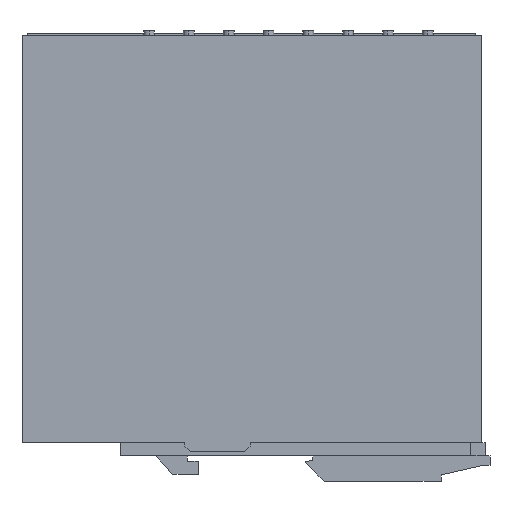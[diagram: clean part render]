
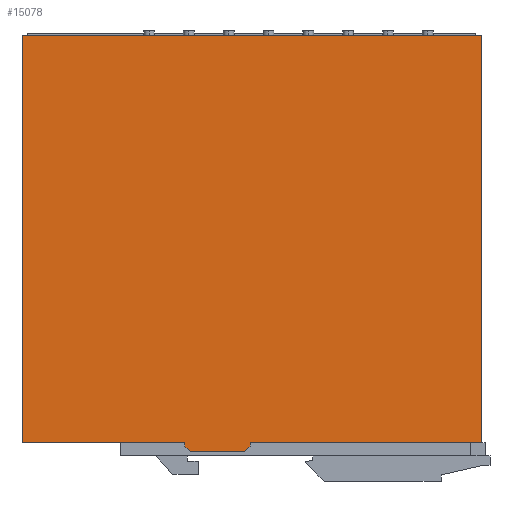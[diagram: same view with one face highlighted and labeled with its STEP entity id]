
A CAD part, left-side view. The second image highlights one B-rep face of the part: STEP entity #15078.
In plain terms, the highlighted planar face has unit normal (-1, 0, 0).
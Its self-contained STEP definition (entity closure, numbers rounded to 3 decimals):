
#158 = VERTEX_POINT ( 'NONE', #12540 ) ;
#302 = CARTESIAN_POINT ( 'NONE',  ( -21., -63.5, 0. ) ) ;
#441 = LINE ( 'NONE', #11975, #1124 ) ;
#608 = CARTESIAN_POINT ( 'NONE',  ( -21., 0., 0. ) ) ;
#868 = LINE ( 'NONE', #13736, #10150 ) ;
#908 = CARTESIAN_POINT ( 'NONE',  ( -21., 17., -115. ) ) ;
#1091 = EDGE_CURVE ( 'NONE', #13530, #8447, #9745, .T. ) ;
#1124 = VECTOR ( 'NONE', #17460, 1000. ) ;
#1845 = DIRECTION ( 'NONE',  ( 1., 0., 0. ) ) ;
#2261 = VECTOR ( 'NONE', #5871, 1000. ) ;
#2610 = VERTEX_POINT ( 'NONE', #4286 ) ;
#2648 = DIRECTION ( 'NONE',  ( 0., 0., -1. ) ) ;
#2959 = VERTEX_POINT ( 'NONE', #17414 ) ;
#3362 = ORIENTED_EDGE ( 'NONE', *, *, #9497, .T. ) ;
#3779 = CARTESIAN_POINT ( 'NONE',  ( -21., 2., -115. ) ) ;
#4269 = ORIENTED_EDGE ( 'NONE', *, *, #5043, .F. ) ;
#4270 = ORIENTED_EDGE ( 'NONE', *, *, #4988, .F. ) ;
#4272 = DIRECTION ( 'NONE',  ( 0., 0., 1. ) ) ;
#4286 = CARTESIAN_POINT ( 'NONE',  ( -21., 18.5, -112.5 ) ) ;
#4302 = VERTEX_POINT ( 'NONE', #16194 ) ;
#4314 = ORIENTED_EDGE ( 'NONE', *, *, #7108, .T. ) ;
#4383 = CARTESIAN_POINT ( 'NONE',  ( -21., 18.5, -115. ) ) ;
#4789 = ORIENTED_EDGE ( 'NONE', *, *, #8202, .T. ) ;
#4988 = EDGE_CURVE ( 'NONE', #2610, #8447, #441, .T. ) ;
#5043 = EDGE_CURVE ( 'NONE', #2959, #2610, #14723, .T. ) ;
#5871 = DIRECTION ( 'NONE',  ( 0., 1., 0. ) ) ;
#5973 = VECTOR ( 'NONE', #17650, 1000. ) ;
#6093 = VECTOR ( 'NONE', #12443, 1000. ) ;
#6253 = DIRECTION ( 'NONE',  ( 0., -0.707, 0.707 ) ) ;
#6405 = VECTOR ( 'NONE', #2648, 1000. ) ;
#6684 = DIRECTION ( 'NONE',  ( 0., -0.707, -0.707 ) ) ;
#7108 = EDGE_CURVE ( 'NONE', #9250, #10361, #13261, .T. ) ;
#7314 = DIRECTION ( 'NONE',  ( 0., 1., 0. ) ) ;
#8097 = LINE ( 'NONE', #908, #9670 ) ;
#8202 = EDGE_CURVE ( 'NONE', #2959, #16130, #8097, .T. ) ;
#8246 = VECTOR ( 'NONE', #7314, 1000. ) ;
#8447 = VERTEX_POINT ( 'NONE', #11776 ) ;
#9035 = VECTOR ( 'NONE', #4272, 1000. ) ;
#9122 = DIRECTION ( 'NONE',  ( 0., 0., -1. ) ) ;
#9250 = VERTEX_POINT ( 'NONE', #15710 ) ;
#9497 = EDGE_CURVE ( 'NONE', #18611, #4302, #16740, .T. ) ;
#9670 = VECTOR ( 'NONE', #6684, 1000. ) ;
#9745 = LINE ( 'NONE', #15609, #6405 ) ;
#9881 = CARTESIAN_POINT ( 'NONE',  ( -21., 0.5, -115. ) ) ;
#10150 = VECTOR ( 'NONE', #11165, 1000. ) ;
#10163 = ORIENTED_EDGE ( 'NONE', *, *, #1091, .T. ) ;
#10361 = VERTEX_POINT ( 'NONE', #18275 ) ;
#11165 = DIRECTION ( 'NONE',  ( 0., 1., 0. ) ) ;
#11584 = EDGE_CURVE ( 'NONE', #4302, #158, #12624, .T. ) ;
#11776 = CARTESIAN_POINT ( 'NONE',  ( -21., 63.5, -112.5 ) ) ;
#11823 = VECTOR ( 'NONE', #6253, 1000. ) ;
#11887 = CARTESIAN_POINT ( 'NONE',  ( -21., 18.5, -115. ) ) ;
#11901 = CARTESIAN_POINT ( 'NONE',  ( -21., 2., -115. ) ) ;
#11975 = CARTESIAN_POINT ( 'NONE',  ( -21., -63.5, -112.5 ) ) ;
#12443 = DIRECTION ( 'NONE',  ( 0., 0., 1. ) ) ;
#12540 = CARTESIAN_POINT ( 'NONE',  ( -21., 0.5, -112.5 ) ) ;
#12624 = LINE ( 'NONE', #9881, #6093 ) ;
#13261 = LINE ( 'NONE', #302, #9035 ) ;
#13386 = FACE_OUTER_BOUND ( 'NONE', #17851, .T. ) ;
#13530 = VERTEX_POINT ( 'NONE', #16162 ) ;
#13736 = CARTESIAN_POINT ( 'NONE',  ( -21., 0., 0. ) ) ;
#14151 = EDGE_CURVE ( 'NONE', #18611, #16130, #18562, .T. ) ;
#14377 = LINE ( 'NONE', #14817, #2261 ) ;
#14404 = ORIENTED_EDGE ( 'NONE', *, *, #14151, .F. ) ;
#14723 = LINE ( 'NONE', #11887, #5973 ) ;
#14817 = CARTESIAN_POINT ( 'NONE',  ( -21., -63.5, -112.5 ) ) ;
#15078 = ADVANCED_FACE ( 'NONE', ( #13386 ), #17817, .F. ) ;
#15609 = CARTESIAN_POINT ( 'NONE',  ( -21., 63.5, 0. ) ) ;
#15710 = CARTESIAN_POINT ( 'NONE',  ( -21., -63.5, -112.5 ) ) ;
#15779 = CARTESIAN_POINT ( 'NONE',  ( -21., 17., -115. ) ) ;
#16130 = VERTEX_POINT ( 'NONE', #15779 ) ;
#16134 = ORIENTED_EDGE ( 'NONE', *, *, #16854, .F. ) ;
#16162 = CARTESIAN_POINT ( 'NONE',  ( -21., 63.5, 0. ) ) ;
#16194 = CARTESIAN_POINT ( 'NONE',  ( -21., 0.5, -113.5 ) ) ;
#16475 = ORIENTED_EDGE ( 'NONE', *, *, #11584, .T. ) ;
#16740 = LINE ( 'NONE', #3779, #11823 ) ;
#16854 = EDGE_CURVE ( 'NONE', #9250, #158, #14377, .T. ) ;
#16923 = ORIENTED_EDGE ( 'NONE', *, *, #17978, .T. ) ;
#17317 = AXIS2_PLACEMENT_3D ( 'NONE', #608, #1845, #9122 ) ;
#17414 = CARTESIAN_POINT ( 'NONE',  ( -21., 18.5, -113.5 ) ) ;
#17460 = DIRECTION ( 'NONE',  ( 0., 1., 0. ) ) ;
#17650 = DIRECTION ( 'NONE',  ( 0., 0., 1. ) ) ;
#17817 = PLANE ( 'NONE',  #17317 ) ;
#17851 = EDGE_LOOP ( 'NONE', ( #4269, #4789, #14404, #3362, #16475, #16134, #4314, #16923, #10163, #4270 ) ) ;
#17978 = EDGE_CURVE ( 'NONE', #10361, #13530, #868, .T. ) ;
#18275 = CARTESIAN_POINT ( 'NONE',  ( -21., -63.5, 0. ) ) ;
#18562 = LINE ( 'NONE', #4383, #8246 ) ;
#18611 = VERTEX_POINT ( 'NONE', #11901 ) ;
